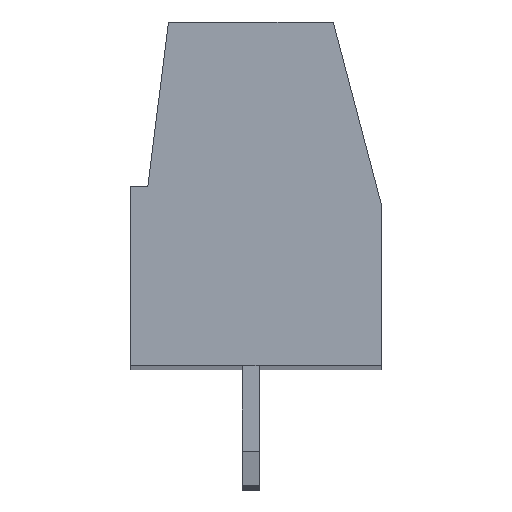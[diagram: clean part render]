
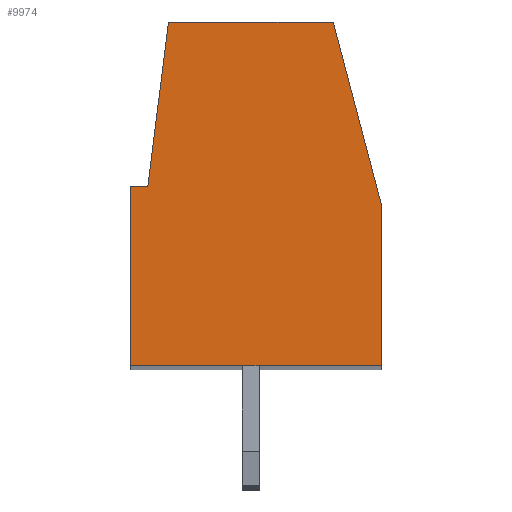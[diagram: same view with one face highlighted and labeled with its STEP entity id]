
A CAD part, top view. The second image highlights one B-rep face of the part: STEP entity #9974.
In plain terms, the highlighted planar face has unit normal (0, 0, 1).
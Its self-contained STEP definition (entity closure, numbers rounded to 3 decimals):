
#13=DIRECTION('',(0.,1.,0.));
#14=VECTOR('',#13,5.2);
#15=CARTESIAN_POINT('',(-3.5,-3.305,72.1));
#16=LINE('',#15,#14);
#17=DIRECTION('',(1.,0.,0.));
#18=VECTOR('',#17,0.5);
#19=CARTESIAN_POINT('',(-3.5,1.895,72.1));
#20=LINE('',#19,#18);
#21=DIRECTION('',(0.124,0.992,0.));
#22=VECTOR('',#21,4.837);
#23=CARTESIAN_POINT('',(-3.,1.895,72.1));
#24=LINE('',#23,#22);
#25=DIRECTION('',(1.,0.,0.));
#26=VECTOR('',#25,4.8);
#27=CARTESIAN_POINT('',(-2.4,6.695,72.1));
#28=LINE('',#27,#26);
#29=DIRECTION('',(0.255,-0.967,0.));
#30=VECTOR('',#29,5.482);
#31=CARTESIAN_POINT('',(2.4,6.695,72.1));
#32=LINE('',#31,#30);
#33=DIRECTION('',(0.,-1.,0.));
#34=VECTOR('',#33,4.7);
#35=CARTESIAN_POINT('',(3.8,1.395,72.1));
#36=LINE('',#35,#34);
#37=DIRECTION('',(-1.,0.,0.));
#38=VECTOR('',#37,7.3);
#39=CARTESIAN_POINT('',(3.8,-3.305,72.1));
#40=LINE('',#39,#38);
#7867=CARTESIAN_POINT('',(-3.5,-3.305,72.1));
#7868=CARTESIAN_POINT('',(-3.5,1.895,72.1));
#7869=VERTEX_POINT('',#7867);
#7870=VERTEX_POINT('',#7868);
#7871=CARTESIAN_POINT('',(3.8,-3.305,72.1));
#7872=VERTEX_POINT('',#7871);
#7873=CARTESIAN_POINT('',(3.8,1.395,72.1));
#7874=VERTEX_POINT('',#7873);
#7875=CARTESIAN_POINT('',(2.4,6.695,72.1));
#7876=VERTEX_POINT('',#7875);
#7877=CARTESIAN_POINT('',(-2.4,6.695,72.1));
#7878=VERTEX_POINT('',#7877);
#7879=CARTESIAN_POINT('',(-3.,1.895,72.1));
#7880=VERTEX_POINT('',#7879);
#9953=CARTESIAN_POINT('',(0.,0.,72.1));
#9954=DIRECTION('',(0.,0.,1.));
#9955=DIRECTION('',(1.,0.,0.));
#9956=AXIS2_PLACEMENT_3D('',#9953,#9954,#9955);
#9957=PLANE('',#9956);
#9959=ORIENTED_EDGE('',*,*,#9958,.T.);
#9961=ORIENTED_EDGE('',*,*,#9960,.T.);
#9963=ORIENTED_EDGE('',*,*,#9962,.T.);
#9965=ORIENTED_EDGE('',*,*,#9964,.T.);
#9967=ORIENTED_EDGE('',*,*,#9966,.T.);
#9969=ORIENTED_EDGE('',*,*,#9968,.T.);
#9971=ORIENTED_EDGE('',*,*,#9970,.T.);
#9972=EDGE_LOOP('',(#9959,#9961,#9963,#9965,#9967,#9969,#9971));
#9973=FACE_OUTER_BOUND('',#9972,.F.);
#9958=EDGE_CURVE('',#7869,#7870,#16,.T.);
#9960=EDGE_CURVE('',#7870,#7880,#20,.T.);
#9962=EDGE_CURVE('',#7880,#7878,#24,.T.);
#9964=EDGE_CURVE('',#7878,#7876,#28,.T.);
#9966=EDGE_CURVE('',#7876,#7874,#32,.T.);
#9968=EDGE_CURVE('',#7874,#7872,#36,.T.);
#9970=EDGE_CURVE('',#7872,#7869,#40,.T.);
#9974=ADVANCED_FACE('',(#9973),#9957,.T.);
